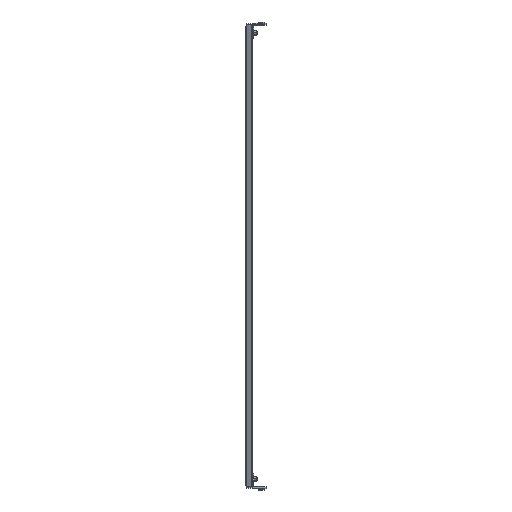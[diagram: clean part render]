
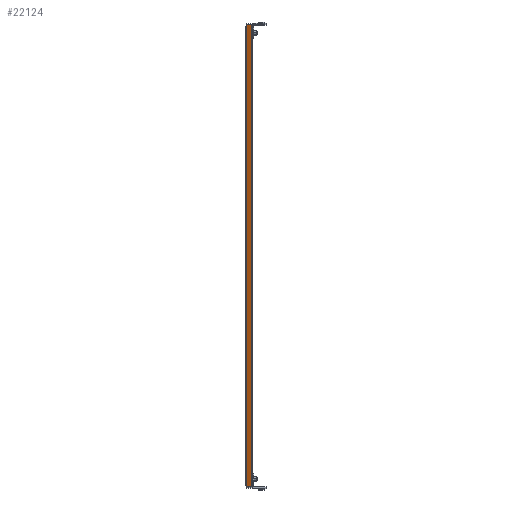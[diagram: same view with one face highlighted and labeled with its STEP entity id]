
A CAD part, top view. The second image highlights one B-rep face of the part: STEP entity #22124.
In plain terms, the highlighted planar face has unit normal (-0.5, 0, 0.866).
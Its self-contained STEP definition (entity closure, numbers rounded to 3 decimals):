
#130 = DIRECTION ( 'NONE',  ( -0.5, 0., 0.866 ) ) ;
#1943 = LINE ( 'NONE', #3332, #21061 ) ;
#1975 = LINE ( 'NONE', #2673, #28914 ) ;
#2481 = EDGE_CURVE ( 'NONE', #12986, #7025, #1943, .T. ) ;
#2673 = CARTESIAN_POINT ( 'NONE',  ( -3.75, -352., 297.665 ) ) ;
#3332 = CARTESIAN_POINT ( 'NONE',  ( -1.732, 0., 298.83 ) ) ;
#3742 = LINE ( 'NONE', #40170, #37707 ) ;
#4233 = CARTESIAN_POINT ( 'NONE',  ( -9.525, 352., 294.331 ) ) ;
#4419 = DIRECTION ( 'NONE',  ( 0.866, 0., 0.5 ) ) ;
#6705 = DIRECTION ( 'NONE',  ( 0.866, 0., 0.5 ) ) ;
#6757 = DIRECTION ( 'NONE',  ( 0.866, 0., 0.5 ) ) ;
#7025 = VERTEX_POINT ( 'NONE', #24645 ) ;
#7172 = FACE_OUTER_BOUND ( 'NONE', #26120, .T. ) ;
#10046 = EDGE_CURVE ( 'NONE', #13920, #14654, #14745, .T. ) ;
#11276 = LINE ( 'NONE', #4233, #38837 ) ;
#11669 = ORIENTED_EDGE ( 'NONE', *, *, #2481, .T. ) ;
#11840 = EDGE_CURVE ( 'NONE', #39194, #39611, #11276, .T. ) ;
#12279 = ORIENTED_EDGE ( 'NONE', *, *, #11840, .F. ) ;
#12986 = VERTEX_POINT ( 'NONE', #30907 ) ;
#13906 = DIRECTION ( 'NONE',  ( 0., 1., 0. ) ) ;
#13920 = VERTEX_POINT ( 'NONE', #39961 ) ;
#14654 = VERTEX_POINT ( 'NONE', #16368 ) ;
#14745 = LINE ( 'NONE', #29184, #20094 ) ;
#15039 = CARTESIAN_POINT ( 'NONE',  ( -6.927, 352., 295.831 ) ) ;
#16049 = EDGE_CURVE ( 'NONE', #13920, #12986, #1975, .T. ) ;
#16368 = CARTESIAN_POINT ( 'NONE',  ( -6.927, -352., 295.831 ) ) ;
#16867 = CARTESIAN_POINT ( 'NONE',  ( -9.525, -349., 294.331 ) ) ;
#17000 = DIRECTION ( 'NONE',  ( 0.866, 0., 0.5 ) ) ;
#17585 = DIRECTION ( 'NONE',  ( -0.866, 0., -0.5 ) ) ;
#19054 = ORIENTED_EDGE ( 'NONE', *, *, #16049, .T. ) ;
#19554 = ORIENTED_EDGE ( 'NONE', *, *, #43422, .T. ) ;
#19920 = AXIS2_PLACEMENT_3D ( 'NONE', #28674, #130, #6705 ) ;
#20094 = VECTOR ( 'NONE', #17585, 1000. ) ;
#20127 = LINE ( 'NONE', #34343, #25662 ) ;
#20446 = VECTOR ( 'NONE', #36859, 1000. ) ;
#21061 = VECTOR ( 'NONE', #13906, 1000. ) ;
#21215 = PLANE ( 'NONE',  #19920 ) ;
#22124 = ADVANCED_FACE ( 'NONE', ( #7172 ), #21215, .T. ) ;
#24645 = CARTESIAN_POINT ( 'NONE',  ( -1.732, 352., 298.83 ) ) ;
#25662 = VECTOR ( 'NONE', #6757, 1000. ) ;
#25736 = DIRECTION ( 'NONE',  ( 0., 1., 0. ) ) ;
#26120 = EDGE_LOOP ( 'NONE', ( #19054, #11669, #31479, #34725, #19554, #12279, #34581, #28981 ) ) ;
#26294 = CARTESIAN_POINT ( 'NONE',  ( -220.316, -105.6, 172.631 ) ) ;
#26379 = LINE ( 'NONE', #39922, #20446 ) ;
#28674 = CARTESIAN_POINT ( 'NONE',  ( -128.864, 0., 225.431 ) ) ;
#28901 = EDGE_CURVE ( 'NONE', #44726, #43114, #3742, .T. ) ;
#28914 = VECTOR ( 'NONE', #17000, 1000. ) ;
#28981 = ORIENTED_EDGE ( 'NONE', *, *, #10046, .F. ) ;
#29184 = CARTESIAN_POINT ( 'NONE',  ( -9.525, -352., 294.331 ) ) ;
#30907 = CARTESIAN_POINT ( 'NONE',  ( -1.732, -352., 298.83 ) ) ;
#31479 = ORIENTED_EDGE ( 'NONE', *, *, #33461, .F. ) ;
#33461 = EDGE_CURVE ( 'NONE', #43114, #7025, #20127, .T. ) ;
#34224 = DIRECTION ( 'NONE',  ( 0.612, -0.707, 0.354 ) ) ;
#34343 = CARTESIAN_POINT ( 'NONE',  ( -128.864, 352., 225.431 ) ) ;
#34418 = VECTOR ( 'NONE', #34224, 1000. ) ;
#34581 = ORIENTED_EDGE ( 'NONE', *, *, #39977, .T. ) ;
#34725 = ORIENTED_EDGE ( 'NONE', *, *, #28901, .F. ) ;
#36859 = DIRECTION ( 'NONE',  ( -0.612, -0.707, -0.354 ) ) ;
#37707 = VECTOR ( 'NONE', #4419, 1000. ) ;
#38455 = CARTESIAN_POINT ( 'NONE',  ( -9.525, 349., 294.331 ) ) ;
#38837 = VECTOR ( 'NONE', #25736, 1000. ) ;
#39194 = VERTEX_POINT ( 'NONE', #16867 ) ;
#39611 = VERTEX_POINT ( 'NONE', #38455 ) ;
#39922 = CARTESIAN_POINT ( 'NONE',  ( -220.316, 105.6, 172.631 ) ) ;
#39961 = CARTESIAN_POINT ( 'NONE',  ( -3.75, -352., 297.665 ) ) ;
#39977 = EDGE_CURVE ( 'NONE', #39194, #14654, #44044, .T. ) ;
#40170 = CARTESIAN_POINT ( 'NONE',  ( -2.25, 352., 298.531 ) ) ;
#42813 = CARTESIAN_POINT ( 'NONE',  ( -3.75, 352., 297.665 ) ) ;
#43114 = VERTEX_POINT ( 'NONE', #42813 ) ;
#43422 = EDGE_CURVE ( 'NONE', #44726, #39611, #26379, .T. ) ;
#44044 = LINE ( 'NONE', #26294, #34418 ) ;
#44726 = VERTEX_POINT ( 'NONE', #15039 ) ;
